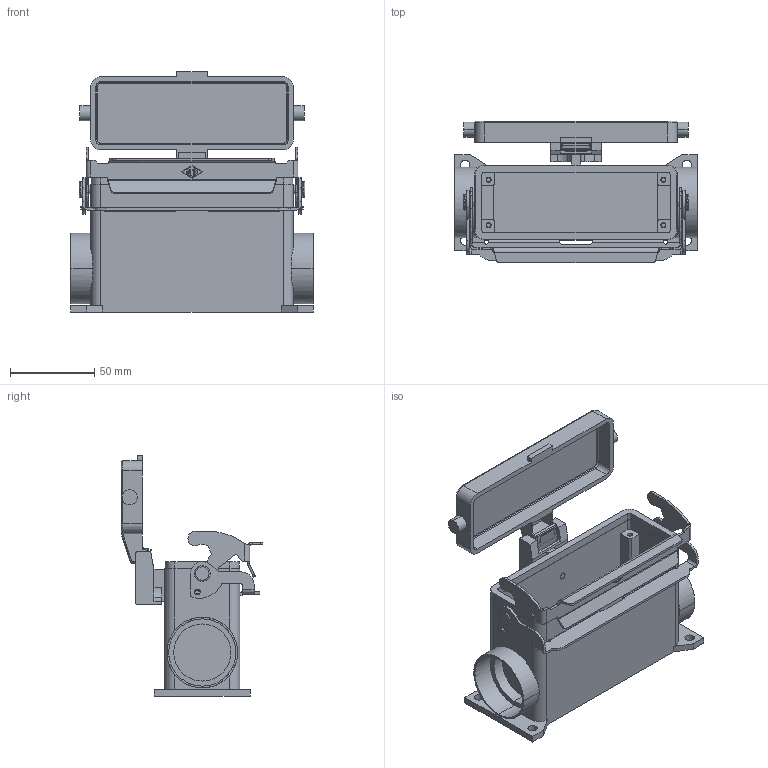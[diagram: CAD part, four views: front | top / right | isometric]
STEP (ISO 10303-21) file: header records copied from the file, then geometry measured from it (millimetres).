
FILE_DESCRIPTION((''),'2;1');
FILE_NAME('MVAP 24 LS40.stp','2006-12-19T12:15:50',('gembarski'),(''),'Autodesk Inventor 7','Autodesk Inventor 7','');
FILE_SCHEMA(('AUTOMOTIVE_DESIGN { 1 0 10303 214 1 1 1 1 }'));
Length unit declared in the file: millimetre
Products named in the file (1): MVAP 24 LS40
Bounding box: 144 x 84.23 x 143 mm (x, y, z)
Volume: 175205.4 mm3; surface area: 106726.4 mm2
Topology: 4 solids, 4 shells, 576 faces, 1564 edges, 1018 vertices
Faces by surface type: plane 223, cylinder 186, bspline 151, torus 10, cone 4, sphere 2
Entity records: 21322 total; most frequent: CARTESIAN_POINT 6857, ORIENTED_EDGE 3114, DIRECTION 2909, EDGE_CURVE 1557, VERTEX_POINT 1018, AXIS2_PLACEMENT_3D 980, VECTOR 949, LINE 949
